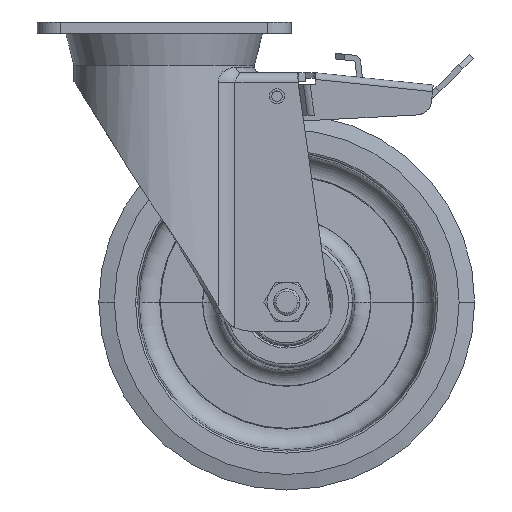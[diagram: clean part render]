
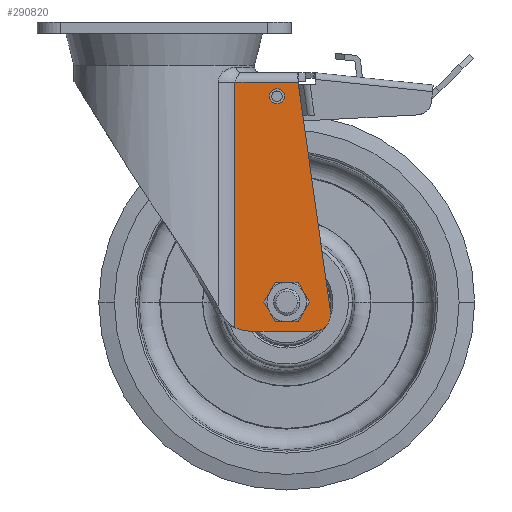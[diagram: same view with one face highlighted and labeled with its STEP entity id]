
A CAD part, left-side view. The second image highlights one B-rep face of the part: STEP entity #290820.
In plain terms, the highlighted planar face has unit normal (-1, 0, 0).
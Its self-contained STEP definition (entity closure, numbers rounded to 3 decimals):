
#243310=CARTESIAN_POINT('',(-35.5,27.534,-13.138));
#243320=VERTEX_POINT('',#243310);
#258790=CARTESIAN_POINT('',(-35.5,-14.341,-15.));
#258800=VERTEX_POINT('',#258790);
#258850=CARTESIAN_POINT('',(-35.5,-14.341,-6.));
#258860=DIRECTION('',(-1.,0.,0.));
#258870=DIRECTION('',(0.,-1.,0.));
#258880=AXIS2_PLACEMENT_3D('',#258850,#258860,#258870);
#258890=CIRCLE('',#258880,9.);
#258900=CARTESIAN_POINT('',(-35.5,-23.254,-4.747));
#258910=VERTEX_POINT('',#258900);
#258920=EDGE_CURVE('',#258800,#258910,#258890,.T.);
#259380=CARTESIAN_POINT('',(-35.5,-6.003,118.));
#259390=DIRECTION('',(0.,-0.139,
-0.99));
#259400=VECTOR('',#259390,1.);
#259410=LINE('',#259380,#259400);
#259420=CARTESIAN_POINT('',(-35.5,-6.073,117.5));
#259430=VERTEX_POINT('',#259420);
#259440=EDGE_CURVE('',#259430,#258910,#259410,.T.);
#290140=CARTESIAN_POINT('',(-35.5,135.2,19.435));
#290150=DIRECTION('',(-1.,0.,0.));
#290160=DIRECTION('',(0.,-1.,0.));
#290170=AXIS2_PLACEMENT_3D('',#290140,#290150,#290160);
#290180=PLANE('',#290170);
#290190=CARTESIAN_POINT('',(-35.5,135.2,117.5));
#290200=DIRECTION('',(0.,1.,0.));
#290210=VECTOR('',#290200,1.);
#290220=LINE('',#290190,#290210);
#290230=CARTESIAN_POINT('',(-35.5,27.534,117.5));
#290240=VERTEX_POINT('',#290230);
#290250=EDGE_CURVE('',#259430,#290240,#290220,.T.);
#290260=ORIENTED_EDGE('',*,*,#290250,.T.);
#290270=ORIENTED_EDGE('',*,*,#259440,.F.);
#290280=ORIENTED_EDGE('',*,*,#258920,.T.);
#290290=CARTESIAN_POINT('',(-35.5,135.2,-15.));
#290300=DIRECTION('',(0.,-1.,0.));
#290310=VECTOR('',#290300,1.);
#290320=LINE('',#290290,#290310);
#290330=CARTESIAN_POINT('',(-35.5,19.106,-15.));
#290340=VERTEX_POINT('',#290330);
#290350=EDGE_CURVE('',#290340,#258800,#290320,.T.);
#290360=ORIENTED_EDGE('',*,*,#290350,.T.);
#290370=CARTESIAN_POINT('',(-35.5,19.106,5.
));
#290380=DIRECTION('',(1.,0.,0.));
#290390=DIRECTION('',(0.,1.,0.));
#290400=AXIS2_PLACEMENT_3D('',#290370,#290380,#290390);
#290410=CIRCLE('',#290400,20.);
#290420=EDGE_CURVE('',#290340,#243320,#290410,.T.);
#290430=ORIENTED_EDGE('',*,*,#290420,.F.);
#290440=CARTESIAN_POINT('',(-35.5,27.534,
123.258));
#290450=DIRECTION('',(0.,0.,1.));
#290460=VECTOR('',#290450,1.);
#290470=LINE('',#290440,#290460);
#290480=EDGE_CURVE('',#243320,#290240,#290470,.T.);
#290490=ORIENTED_EDGE('',*,*,#290480,.F.);
#290500=EDGE_LOOP('',(#290490,#290430,#290360,#290280,#290270,#290260));
#290510=FACE_OUTER_BOUND('',#290500,.T.);
#290520=CARTESIAN_POINT('',(-35.5,0.,0.));
#290530=DIRECTION('',(-1.,0.,0.));
#290540=DIRECTION('',(0.,-1.,0.));
#290550=AXIS2_PLACEMENT_3D('',#290520,#290530,#290540);
#290560=CIRCLE('',#290550,7.1);
#290570=CARTESIAN_POINT('',(-35.5,-7.1,0.
));
#290580=VERTEX_POINT('',#290570);
#290590=CARTESIAN_POINT('',(-35.5,7.1,0.
));
#290600=VERTEX_POINT('',#290590);
#290610=EDGE_CURVE('',#290580,#290600,#290560,.T.);
#290620=ORIENTED_EDGE('',*,*,#290610,.F.);
#290630=EDGE_CURVE('',#290600,#290580,#290560,.T.);
#290640=ORIENTED_EDGE('',*,*,#290630,.F.);
#290650=EDGE_LOOP('',(#290640,#290620));
#290660=FACE_BOUND('',#290650,.T.);
#290670=CARTESIAN_POINT('',(-35.5,5.2,110.));
#290680=DIRECTION('',(-1.,0.,0.));
#290690=DIRECTION('',(0.,1.,
0.));
#290700=AXIS2_PLACEMENT_3D('',#290670,#290680,#290690);
#290710=CIRCLE('',#290700,4.);
#290720=CARTESIAN_POINT('',(-35.5,9.2,110.));
#290730=VERTEX_POINT('',#290720);
#290740=CARTESIAN_POINT('',(-35.5,1.2,110.));
#290750=VERTEX_POINT('',#290740);
#290760=EDGE_CURVE('',#290730,#290750,#290710,.T.);
#290770=ORIENTED_EDGE('',*,*,#290760,.F.);
#290780=EDGE_CURVE('',#290750,#290730,#290710,.T.);
#290790=ORIENTED_EDGE('',*,*,#290780,.F.);
#290800=EDGE_LOOP('',(#290790,#290770));
#290810=FACE_BOUND('',#290800,.T.);
#290820=ADVANCED_FACE('',(#290510,#290660,#290810),#290180,.T.);
